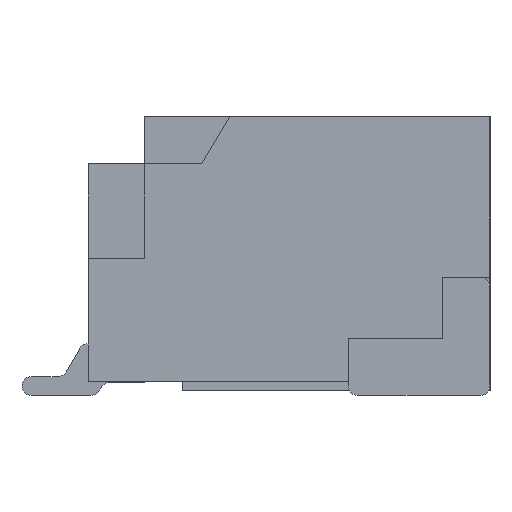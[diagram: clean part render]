
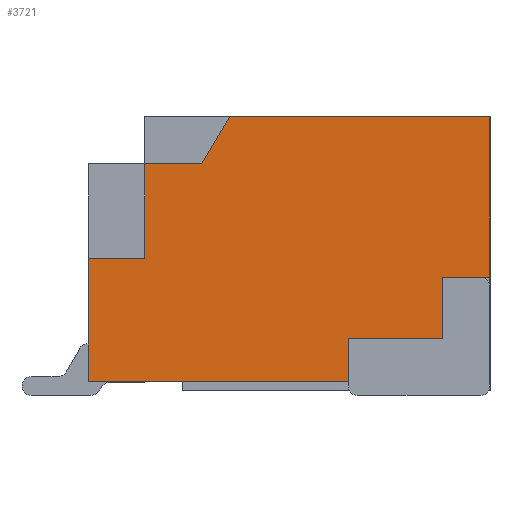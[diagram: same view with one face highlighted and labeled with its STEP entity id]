
A CAD part, left-side view. The second image highlights one B-rep face of the part: STEP entity #3721.
In plain terms, the highlighted planar face has unit normal (-1, 0, 0).
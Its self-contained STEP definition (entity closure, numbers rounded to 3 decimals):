
#3721=ADVANCED_FACE('',(#8366),#8368,.T.);
#8366=FACE_BOUND('',#8367,.T.);
#8367=EDGE_LOOP('',(#12179,#12180,#12181,#12182,#12183,#12184,#12185,#12186,#12187,
#12188,#12189,#12190));
#8368=PLANE('',#8369);
#8369=AXIS2_PLACEMENT_3D('',#8370,#8371,#8372);
#8370=CARTESIAN_POINT('',(-1.5,0.,0.));
#8371=DIRECTION('',(-1.,0.,0.));
#8372=DIRECTION('',(0.,0.,1.));
#12179=ORIENTED_EDGE('',*,*,#14661,.T.);
#12180=ORIENTED_EDGE('',*,*,#14662,.T.);
#12181=ORIENTED_EDGE('',*,*,#14663,.T.);
#12182=ORIENTED_EDGE('',*,*,#14546,.T.);
#12183=ORIENTED_EDGE('',*,*,#14664,.T.);
#12184=ORIENTED_EDGE('',*,*,#14665,.T.);
#12185=ORIENTED_EDGE('',*,*,#14666,.T.);
#12186=ORIENTED_EDGE('',*,*,#14667,.T.);
#12187=ORIENTED_EDGE('',*,*,#14522,.T.);
#12188=ORIENTED_EDGE('',*,*,#14660,.T.);
#12189=ORIENTED_EDGE('',*,*,#14668,.T.);
#12190=ORIENTED_EDGE('',*,*,#14669,.T.);
#14522=EDGE_CURVE('',#17018,#17016,#17019,.T.);
#14546=EDGE_CURVE('',#17065,#17063,#17066,.T.);
#14660=EDGE_CURVE('',#17016,#17281,#17283,.T.);
#14661=EDGE_CURVE('',#17284,#17285,#17286,.F.);
#14662=EDGE_CURVE('',#17285,#17287,#17288,.F.);
#14663=EDGE_CURVE('',#17287,#17065,#17289,.T.);
#14664=EDGE_CURVE('',#17063,#17290,#17291,.F.);
#14665=EDGE_CURVE('',#17290,#17292,#17293,.F.);
#14666=EDGE_CURVE('',#17292,#17294,#17295,.F.);
#14667=EDGE_CURVE('',#17294,#17018,#17296,.F.);
#14668=EDGE_CURVE('',#17281,#17297,#17298,.F.);
#14669=EDGE_CURVE('',#17297,#17284,#17299,.F.);
#17016=VERTEX_POINT('',#22320);
#17018=VERTEX_POINT('',#22324);
#17019=LINE('',#22325,#22326);
#17063=VERTEX_POINT('',#22415);
#17065=VERTEX_POINT('',#22419);
#17066=LINE('',#22420,#22421);
#17281=VERTEX_POINT('',#22861);
#17283=LINE('',#22865,#22866);
#17284=VERTEX_POINT('',#22868);
#17285=VERTEX_POINT('',#22869);
#17286=LINE('',#22870,#22871);
#17287=VERTEX_POINT('',#22873);
#17288=LINE('',#22874,#22875);
#17289=LINE('',#22877,#22878);
#17290=VERTEX_POINT('',#22880);
#17291=LINE('',#22881,#22882);
#17292=VERTEX_POINT('',#22884);
#17293=LINE('',#22885,#22886);
#17294=VERTEX_POINT('',#22888);
#17295=LINE('',#22889,#22890);
#17296=LINE('',#22892,#22893);
#17297=VERTEX_POINT('',#22895);
#17298=LINE('',#22896,#22897);
#17299=LINE('',#22899,#22900);
#22320=CARTESIAN_POINT('',(-1.5,-4.25,2.9));
#22324=CARTESIAN_POINT('',(-1.5,-4.25,1.2));
#22325=CARTESIAN_POINT('',(-1.5,-4.25,1.2));
#22326=VECTOR('',#22327,1.);
#22327=DIRECTION('',(0.,0.,1.));
#22415=CARTESIAN_POINT('',(-1.5,-2.75,0.1));
#22419=CARTESIAN_POINT('',(-1.5,0.,0.1));
#22420=CARTESIAN_POINT('',(-1.5,0.,0.1));
#22421=VECTOR('',#22422,1.);
#22422=DIRECTION('',(0.,-1.,0.));
#22861=CARTESIAN_POINT('',(-1.5,-1.5,2.9));
#22865=CARTESIAN_POINT('',(-1.5,-4.25,2.9));
#22866=VECTOR('',#22867,1.);
#22867=DIRECTION('',(0.,1.,0.));
#22868=CARTESIAN_POINT('',(-1.5,-0.6,2.4));
#22869=CARTESIAN_POINT('',(-1.5,-0.6,1.4));
#22870=CARTESIAN_POINT('',(-1.5,-0.6,1.4));
#22871=VECTOR('',#22872,1.);
#22872=DIRECTION('',(0.,0.,1.));
#22873=CARTESIAN_POINT('',(-1.5,0.,1.4));
#22874=CARTESIAN_POINT('',(-1.5,0.,1.4));
#22875=VECTOR('',#22876,1.);
#22876=DIRECTION('',(0.,-1.,0.));
#22877=CARTESIAN_POINT('',(-1.5,0.,1.4));
#22878=VECTOR('',#22879,1.);
#22879=DIRECTION('',(0.,0.,-1.));
#22880=CARTESIAN_POINT('',(-1.5,-2.75,0.55));
#22881=CARTESIAN_POINT('',(-1.5,-2.75,0.55));
#22882=VECTOR('',#22883,1.);
#22883=DIRECTION('',(0.,0.,-1.));
#22884=CARTESIAN_POINT('',(-1.5,-3.75,0.55));
#22885=CARTESIAN_POINT('',(-1.5,-3.75,0.55));
#22886=VECTOR('',#22887,1.);
#22887=DIRECTION('',(0.,1.,0.));
#22888=CARTESIAN_POINT('',(-1.5,-3.75,1.2));
#22889=CARTESIAN_POINT('',(-1.5,-3.75,1.2));
#22890=VECTOR('',#22891,1.);
#22891=DIRECTION('',(0.,0.,-1.));
#22892=CARTESIAN_POINT('',(-1.5,-4.25,1.2));
#22893=VECTOR('',#22894,1.);
#22894=DIRECTION('',(0.,1.,0.));
#22895=CARTESIAN_POINT('',(-1.5,-1.2,2.4));
#22896=CARTESIAN_POINT('',(-1.5,-1.2,2.4));
#22897=VECTOR('',#22898,1.);
#22898=DIRECTION('',(0.,-0.514,0.857));
#22899=CARTESIAN_POINT('',(-1.5,-0.6,2.4));
#22900=VECTOR('',#22901,1.);
#22901=DIRECTION('',(0.,-1.,0.));
